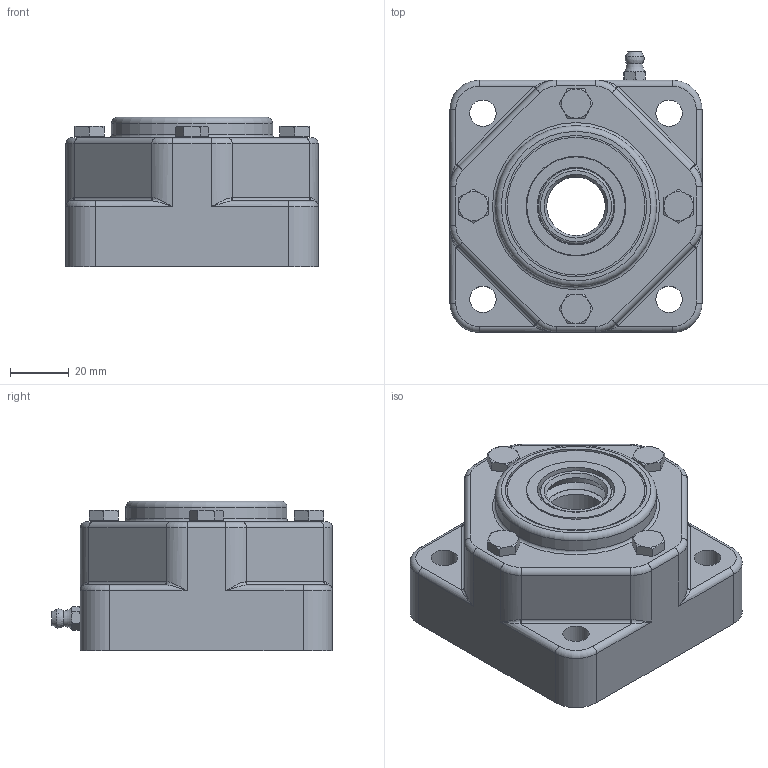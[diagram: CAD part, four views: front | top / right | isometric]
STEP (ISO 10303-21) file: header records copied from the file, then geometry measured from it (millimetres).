
FILE_DESCRIPTION(/* description */ (''),/* implementation_level */ '2;1');
FILE_NAME(/* name */ 'NG20F41.stp',/* time_stamp */ '2015-10-30T10:50:33+01:00',/* author */ ('fje'),/* organization */ (''),/* preprocessor_version */ 'ST-DEVELOPER v15.2',/* originating_system */ 'Autodesk Inventor 2014',/* authorisation */ '');
FILE_SCHEMA (('AUTOMOTIVE_DESIGN { 1 0 10303 214 3 1 1 }'));
Length unit declared in the file: millimetre
Products named in the file (1): Part66
Bounding box: 86 x 95.8 x 51 mm (x, y, z)
Volume: 240870.7 mm3; surface area: 63568.1 mm2
Topology: 6 solids, 19 shells, 509 faces, 1257 edges, 787 vertices
Faces by surface type: cylinder 181, plane 160, cone 78, torus 77, bspline 8, sphere 5
Full cylindrical faces by diameter (mm): 2.4 x1, 3 x1, 4 x1, 4.917 x4, 5.459 x4, 6 x7, 6.5 x4, 8 x2, 8.7 x4, 9 x8, 20 x2, 24.2 x2, 26.5 x2, 26.9 x2, 29.27 x2, 30 x2, 30.85 x1, 33 x1, 33.6 x1, 34 x1, 38.75 x1, 40.33 x4, 47 x2, 48.2 x1, 53.5 x2, 54.86 x3, 55 x1
Entity records: 15594 total; most frequent: CARTESIAN_POINT 3857, DIRECTION 2405, ORIENTED_EDGE 2220, EDGE_CURVE 1070, AXIS2_PLACEMENT_3D 1036, VERTEX_POINT 733, EDGE_LOOP 711, CIRCLE 534
